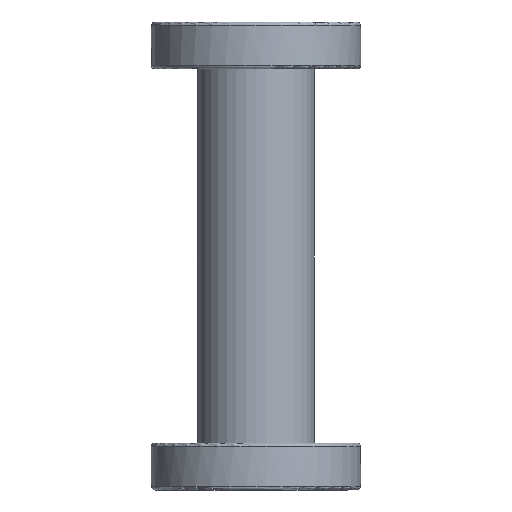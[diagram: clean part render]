
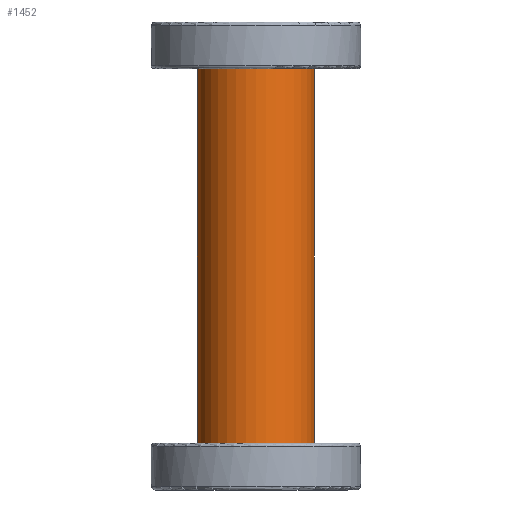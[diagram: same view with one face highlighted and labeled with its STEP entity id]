
A CAD part, front view. The second image highlights one B-rep face of the part: STEP entity #1452.
In plain terms, the highlighted cylindrical face has radius 9.5 mm (diameter 19 mm), a full revolution.
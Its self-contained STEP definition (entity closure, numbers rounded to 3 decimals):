
#1390=CARTESIAN_POINT('',(9.5,0.,433.6));
#1391=VERTEX_POINT('',#1390);
#1392=CARTESIAN_POINT('',(0.,0.,433.6));
#1393=DIRECTION('',(0.0,0.0,1.0));
#1394=DIRECTION('',(-1.0,0.0,0.0));
#1395=AXIS2_PLACEMENT_3D('',#1392,#1393,#1394);
#1396=CIRCLE('',#1395,9.5);
#1397=EDGE_CURVE('',#1391,#1391,#1396,.T.);
#1433=CARTESIAN_POINT('',(0.,0.,0.));
#1434=DIRECTION('',(0.,0.,1.0));
#1435=DIRECTION('',(-1.0,0.0,0.0));
#1436=AXIS2_PLACEMENT_3D('',#1433,#1434,#1435);
#1437=CYLINDRICAL_SURFACE('',#1436,9.5);
#1438=ORIENTED_EDGE('',*,*,#1397,.T.);
#1439=EDGE_LOOP('',(#1438));
#1440=FACE_OUTER_BOUND('',#1439,.T.);
#1441=CARTESIAN_POINT('',(9.5,0.,500.));
#1442=VERTEX_POINT('',#1441);
#1443=CARTESIAN_POINT('',(0.,0.,500.));
#1444=DIRECTION('',(0.0,0.0,-1.0));
#1445=DIRECTION('',(-1.0,0.0,0.0));
#1446=AXIS2_PLACEMENT_3D('',#1443,#1444,#1445);
#1447=CIRCLE('',#1446,9.5);
#1448=EDGE_CURVE('',#1442,#1442,#1447,.T.);
#1449=ORIENTED_EDGE('',*,*,#1448,.T.);
#1450=EDGE_LOOP('',(#1449));
#1451=FACE_BOUND('',#1450,.T.);
#1452=ADVANCED_FACE('',(#1440,#1451),#1437,.T.);
